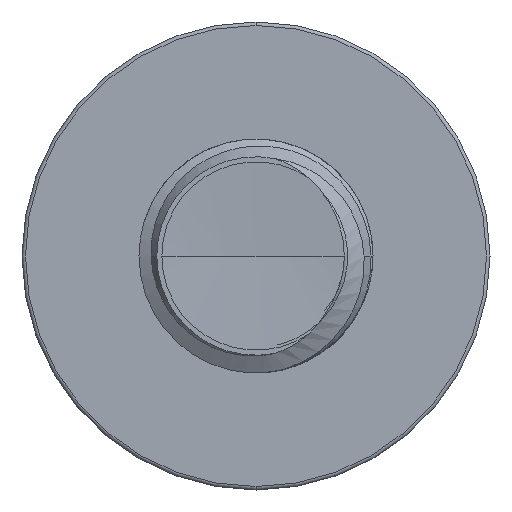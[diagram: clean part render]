
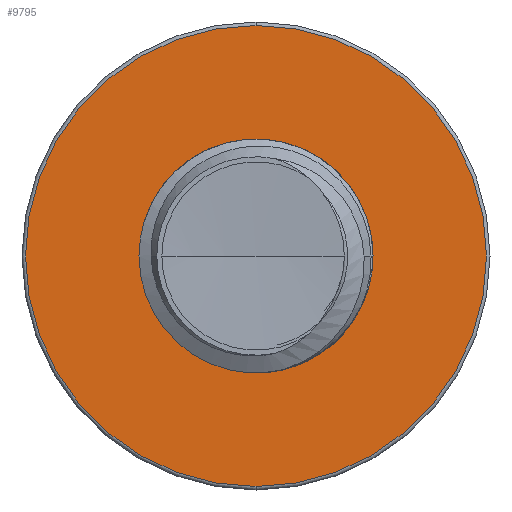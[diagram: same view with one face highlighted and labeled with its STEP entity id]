
A CAD part, front view. The second image highlights one B-rep face of the part: STEP entity #9795.
In plain terms, the highlighted planar face has unit normal (0, -1, 0).
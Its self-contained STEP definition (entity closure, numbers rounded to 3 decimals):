
#198 = DIRECTION ( 'NONE',  ( 0., 0., -1. ) ) ;
#210 = EDGE_CURVE ( 'NONE', #16417, #12622, #12501, .T. ) ;
#242 = ORIENTED_EDGE ( 'NONE', *, *, #7837, .F. ) ;
#342 = DIRECTION ( 'NONE',  ( 0., 0., -1. ) ) ;
#366 = DIRECTION ( 'NONE',  ( 0., -1., 0. ) ) ;
#395 = CARTESIAN_POINT ( 'NONE',  ( 0., 3.5, 0. ) ) ;
#548 = DIRECTION ( 'NONE',  ( 0., 0., -1. ) ) ;
#804 = AXIS2_PLACEMENT_3D ( 'NONE', #18072, #9468, #548 ) ;
#1319 = EDGE_CURVE ( 'NONE', #18602, #4064, #17807, .T. ) ;
#2886 = CARTESIAN_POINT ( 'NONE',  ( 0., 3.5, 0.969 ) ) ;
#2943 = ORIENTED_EDGE ( 'NONE', *, *, #1319, .F. ) ;
#2990 = CARTESIAN_POINT ( 'NONE',  ( 0., 3.5, 1.97 ) ) ;
#3214 = DIRECTION ( 'NONE',  ( 0., -1., 0. ) ) ;
#4064 = VERTEX_POINT ( 'NONE', #16728 ) ;
#6316 = CARTESIAN_POINT ( 'NONE',  ( 0., 3.5, -1.97 ) ) ;
#6733 = CARTESIAN_POINT ( 'NONE',  ( 0., 3.5, 0. ) ) ;
#7055 = ORIENTED_EDGE ( 'NONE', *, *, #210, .T. ) ;
#7092 = DIRECTION ( 'NONE',  ( 0., -1., 0. ) ) ;
#7573 = DIRECTION ( 'NONE',  ( 0., 0., -1. ) ) ;
#7641 = CARTESIAN_POINT ( 'NONE',  ( 0., 3.5, 0.969 ) ) ;
#7837 = EDGE_CURVE ( 'NONE', #4064, #18602, #15155, .T. ) ;
#9468 = DIRECTION ( 'NONE',  ( 0., -1., 0. ) ) ;
#9795 = ADVANCED_FACE ( 'NONE', ( #13765, #17507 ), #16387, .T. ) ;
#10118 = AXIS2_PLACEMENT_3D ( 'NONE', #395, #366, #342 ) ;
#10491 = AXIS2_PLACEMENT_3D ( 'NONE', #6733, #7092, #7573 ) ;
#11347 = EDGE_CURVE ( 'NONE', #12622, #16417, #18377, .T. ) ;
#12145 = CARTESIAN_POINT ( 'NONE',  ( 0., 3.5, 0. ) ) ;
#12501 = CIRCLE ( 'NONE', #10491, 1.97 ) ;
#12622 = VERTEX_POINT ( 'NONE', #6316 ) ;
#13462 = DIRECTION ( 'NONE',  ( 0., -1., 0. ) ) ;
#13594 = DIRECTION ( 'NONE',  ( 0., 0., -1. ) ) ;
#13765 = FACE_OUTER_BOUND ( 'NONE', #14570, .T. ) ;
#14542 = AXIS2_PLACEMENT_3D ( 'NONE', #7641, #13462, #198 ) ;
#14570 = EDGE_LOOP ( 'NONE', ( #16721, #7055 ) ) ;
#15155 = CIRCLE ( 'NONE', #804, 0.969 ) ;
#16387 = PLANE ( 'NONE',  #14542 ) ;
#16417 = VERTEX_POINT ( 'NONE', #2990 ) ;
#16721 = ORIENTED_EDGE ( 'NONE', *, *, #11347, .T. ) ;
#16728 = CARTESIAN_POINT ( 'NONE',  ( 0., 3.5, -0.969 ) ) ;
#17507 = FACE_BOUND ( 'NONE', #18694, .T. ) ;
#17807 = CIRCLE ( 'NONE', #10118, 0.969 ) ;
#18072 = CARTESIAN_POINT ( 'NONE',  ( 0., 3.5, 0. ) ) ;
#18209 = AXIS2_PLACEMENT_3D ( 'NONE', #12145, #3214, #13594 ) ;
#18377 = CIRCLE ( 'NONE', #18209, 1.97 ) ;
#18602 = VERTEX_POINT ( 'NONE', #2886 ) ;
#18694 = EDGE_LOOP ( 'NONE', ( #242, #2943 ) ) ;
